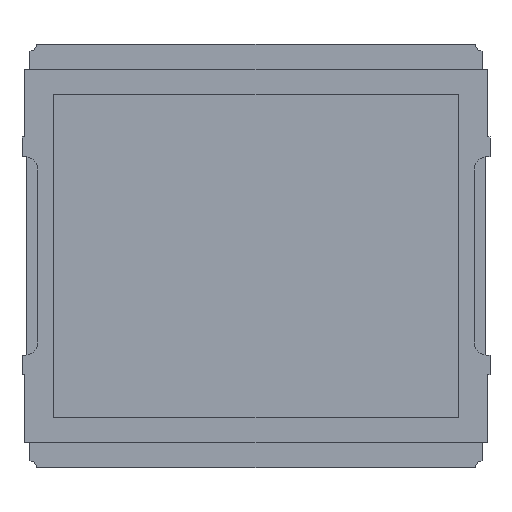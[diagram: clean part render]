
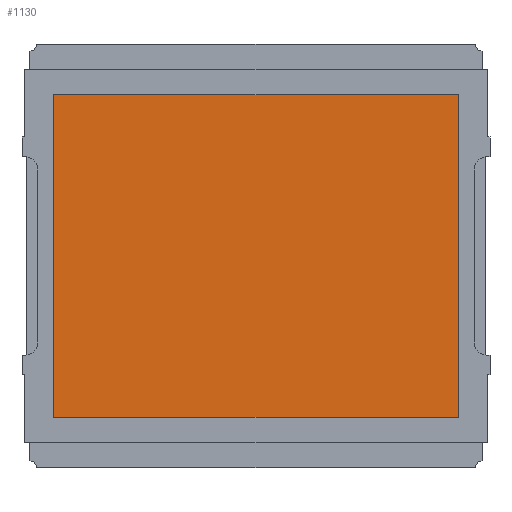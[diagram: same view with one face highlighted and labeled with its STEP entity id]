
A CAD part, top view. The second image highlights one B-rep face of the part: STEP entity #1130.
In plain terms, the highlighted planar face has unit normal (0, 0, 1).
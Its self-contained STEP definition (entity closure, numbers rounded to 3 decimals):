
#80=FACE_OUTER_BOUND('',#144,.T.);
#144=EDGE_LOOP('',(#952,#953,#954,#955));
#274=LINE('',#1770,#414);
#277=LINE('',#1776,#417);
#280=LINE('',#1782,#420);
#283=LINE('',#1786,#423);
#414=VECTOR('',#1454,10.);
#417=VECTOR('',#1459,10.);
#420=VECTOR('',#1464,10.);
#423=VECTOR('',#1469,10.);
#534=VERTEX_POINT('',#1767);
#535=VERTEX_POINT('',#1769);
#537=VERTEX_POINT('',#1775);
#539=VERTEX_POINT('',#1781);
#674=EDGE_CURVE('',#535,#534,#274,.T.);
#677=EDGE_CURVE('',#537,#535,#277,.T.);
#680=EDGE_CURVE('',#539,#537,#280,.T.);
#683=EDGE_CURVE('',#534,#539,#283,.T.);
#952=ORIENTED_EDGE('',*,*,#683,.T.);
#953=ORIENTED_EDGE('',*,*,#680,.T.);
#954=ORIENTED_EDGE('',*,*,#677,.T.);
#955=ORIENTED_EDGE('',*,*,#674,.T.);
#1068=PLANE('',#1226);
#1130=ADVANCED_FACE('',(#80),#1068,.T.);
#1226=AXIS2_PLACEMENT_3D('',#1787,#1470,#1471);
#1454=DIRECTION('',(1.,0.,0.));
#1459=DIRECTION('',(0.,-1.,0.));
#1464=DIRECTION('',(-1.,0.,0.));
#1469=DIRECTION('',(0.,1.,0.));
#1470=DIRECTION('center_axis',(0.,0.,1.));
#1471=DIRECTION('ref_axis',(1.,0.,0.));
#1767=CARTESIAN_POINT('',(15.3,-12.2,3.36));
#1769=CARTESIAN_POINT('',(-15.3,-12.2,3.36));
#1770=CARTESIAN_POINT('',(-15.3,-12.2,3.36));
#1775=CARTESIAN_POINT('',(-15.3,12.2,3.36));
#1776=CARTESIAN_POINT('',(-15.3,12.2,3.36));
#1781=CARTESIAN_POINT('',(15.3,12.2,3.36));
#1782=CARTESIAN_POINT('',(15.3,12.2,3.36));
#1786=CARTESIAN_POINT('',(15.3,-12.2,3.36));
#1787=CARTESIAN_POINT('Origin',(0.,0.,3.36));
